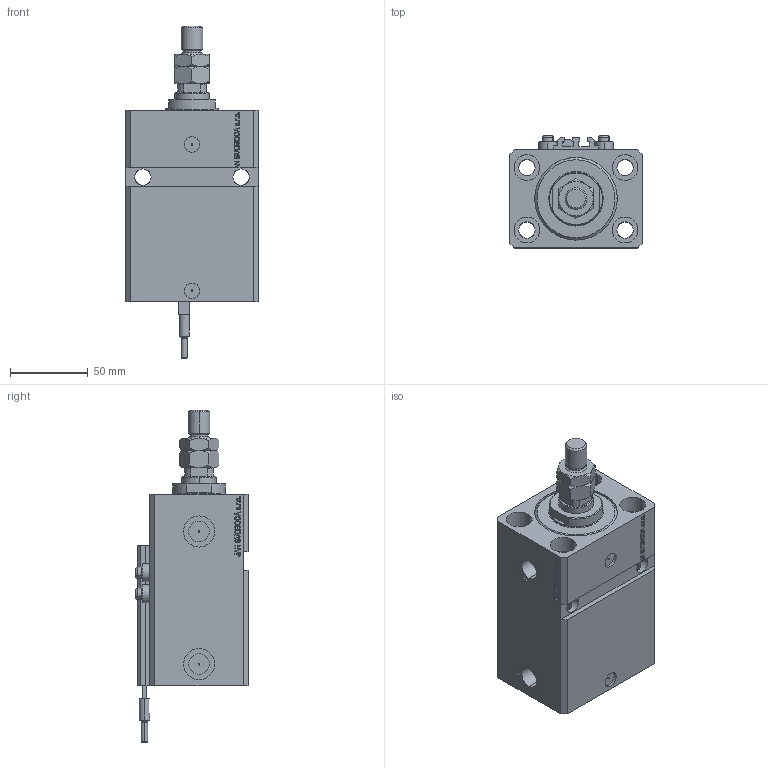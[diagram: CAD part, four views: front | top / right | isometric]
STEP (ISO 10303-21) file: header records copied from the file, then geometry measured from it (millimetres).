
FILE_DESCRIPTION (( 'STEP AP203' ), '1' );
FILE_NAME ('7464.STEP', '2021-03-16T19:32:06', ( '' ), ( '' ), 'SwSTEP 2.0', 'SolidWorks 2019', '' );
FILE_SCHEMA (( 'CONFIG_CONTROL_DESIGN' ));
Length unit declared in the file: millimetre
Products named in the file (7): V250CE_VC_E 44b0b16c65eef740b5ef45cfc84112f2; SWITCH_V250CE 44b0b16c65eef740b5ef45cfc84112f2; MTA 44b0b16c65eef740b5ef45cfc84112f2; ALLEN BOLT V250CE 44b0b16c65eef740b5ef45cfc84112f2; V250CE_C_VCP 44b0b16c65eef740b5ef45cfc84112f2; 7464; V250CE_E 44b0b16c65eef740b5ef45cfc84112f2
Assembly tree (9 placements, depth 2):
  7464
    V250CE_E 44b0b16c65eef740b5ef45cfc84112f2
    ALLEN BOLT V250CE 44b0b16c65eef740b5ef45cfc84112f2  x4
    V250CE_C_VCP 44b0b16c65eef740b5ef45cfc84112f2
    V250CE_VC_E 44b0b16c65eef740b5ef45cfc84112f2
    MTA 44b0b16c65eef740b5ef45cfc84112f2
    SWITCH_V250CE 44b0b16c65eef740b5ef45cfc84112f2
Bounding box: 85 x 72 x 212.9 mm (x, y, z)
Volume: 576766.2 mm3; surface area: 123861.5 mm2
Topology: 10 solids, 10 shells, 1162 faces, 2879 edges, 1853 vertices
Faces by surface type: plane 566, bspline 356, cylinder 136, cone 86, torus 18
Entity records: 49949 total; most frequent: CARTESIAN_POINT 25529, ORIENTED_EDGE 5448, DIRECTION 3688, EDGE_CURVE 2724, VERTEX_POINT 1769, LINE 1632, VECTOR 1632, EDGE_LOOP 1221
